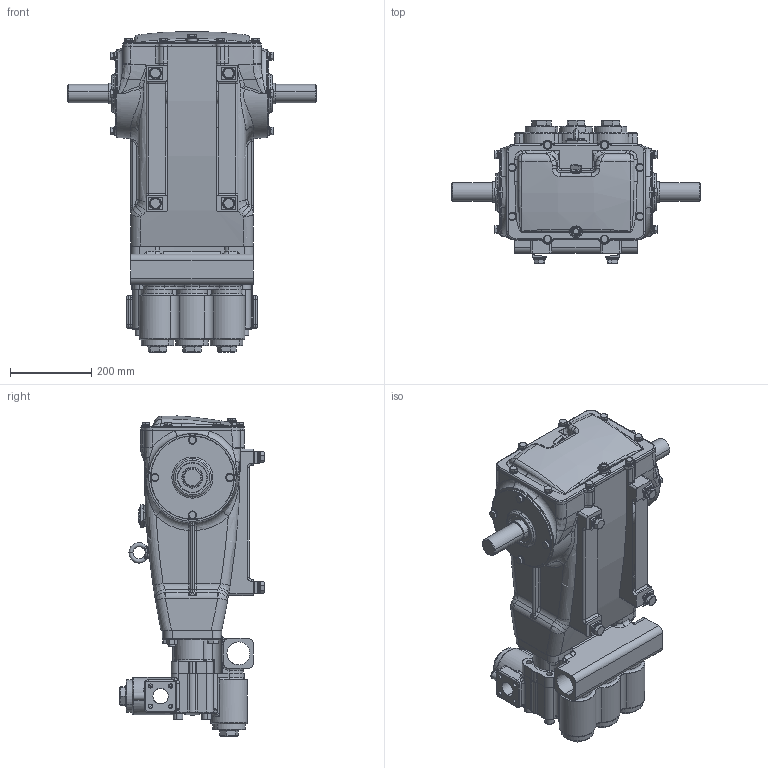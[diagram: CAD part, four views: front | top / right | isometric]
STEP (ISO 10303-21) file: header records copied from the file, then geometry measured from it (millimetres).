
FILE_DESCRIPTION (( 'STEP AP214' ), '1' );
FILE_NAME ('6762.STEP', '2018-04-18T18:20:13', ( 'IT' ), ( 'Microsoft' ), 'SwSTEP 2.0', 'SolidWorks 2018', '' );
FILE_SCHEMA (( 'AUTOMOTIVE_DESIGN' ));
Length unit declared in the file: millimetre
Products named in the file (1): 6762
Bounding box: 610 x 354.13 x 786.4 mm (x, y, z)
Surface area: 1647868.5 mm2 (no closed solid volume)
Topology: 0 solids, 115 shells, 1949 faces, 5762 edges, 3843 vertices
Faces by surface type: cylinder 569, plane 539, torus 479, bspline 211, cone 135, sphere 16
Entity records: 109550 total; most frequent: CARTESIAN_POINT 38178, DIRECTION 10474, ORIENTED_EDGE 9917, EDGE_CURVE 5744, AXIS2_PLACEMENT_3D 4339, VERTEX_POINT 3843, CIRCLE 2600, EDGE_LOOP 2153
